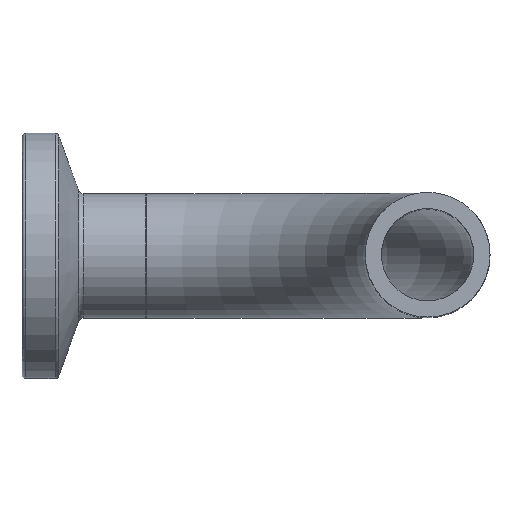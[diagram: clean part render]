
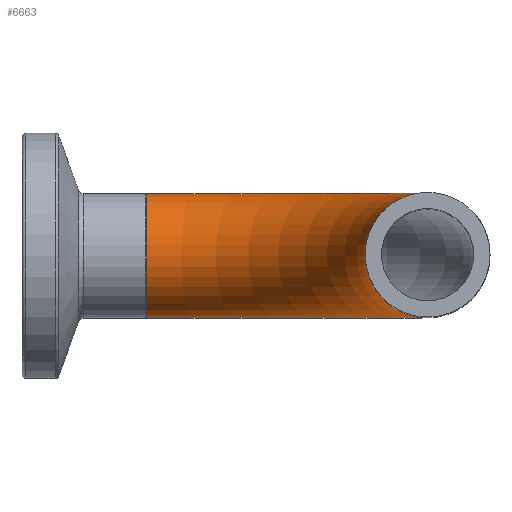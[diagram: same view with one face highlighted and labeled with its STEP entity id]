
A CAD part, top view. The second image highlights one B-rep face of the part: STEP entity #6663.
In plain terms, the highlighted toroidal (fillet/blend) face has major radius 28.575 mm and minor radius 6.35 mm.
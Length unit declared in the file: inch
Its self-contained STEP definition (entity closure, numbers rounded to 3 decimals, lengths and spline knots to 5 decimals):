
#16=TOROIDAL_SURFACE('',#7022,1.125,0.25);
#102=FACE_BOUND('',#1210,.T.);
#799=FACE_OUTER_BOUND('',#1209,.T.);
#1209=EDGE_LOOP('',(#6197));
#1210=EDGE_LOOP('',(#6198));
#1366=CIRCLE('',#7004,0.25);
#1368=CIRCLE('',#7014,0.25);
#3257=VERTEX_POINT('',#14802);
#3259=VERTEX_POINT('',#14814);
#4241=EDGE_CURVE('',#3257,#3257,#1366,.T.);
#4243=EDGE_CURVE('',#3259,#3259,#1368,.T.);
#6197=ORIENTED_EDGE('',*,*,#4241,.T.);
#6198=ORIENTED_EDGE('',*,*,#4243,.F.);
#6663=ADVANCED_FACE('',(#799,#102),#16,.T.);
#7004=AXIS2_PLACEMENT_3D('',#14803,#8125,#8126);
#7014=AXIS2_PLACEMENT_3D('',#14815,#8145,#8146);
#7022=AXIS2_PLACEMENT_3D('',#14826,#8161,#8162);
#8125=DIRECTION('center_axis',(0.,0.,-1.));
#8126=DIRECTION('ref_axis',(-1.,0.,0.));
#8145=DIRECTION('center_axis',(-1.,0.,0.));
#8146=DIRECTION('ref_axis',(0.,0.,1.));
#8161=DIRECTION('center_axis',(0.,-1.,0.));
#8162=DIRECTION('ref_axis',(-1.,0.,0.));
#14802=CARTESIAN_POINT('',(1.875,0.,1.125));
#14803=CARTESIAN_POINT('Origin',(1.625,0.,1.125));
#14814=CARTESIAN_POINT('',(0.5,0.,-0.25));
#14815=CARTESIAN_POINT('Origin',(0.5,0.,0.));
#14826=CARTESIAN_POINT('Origin',(0.5,0.,1.125));
